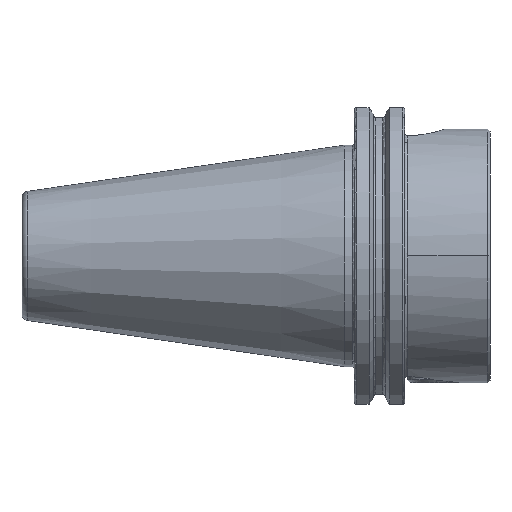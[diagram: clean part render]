
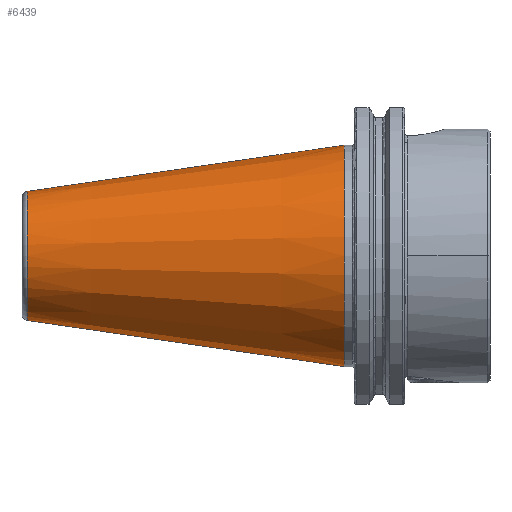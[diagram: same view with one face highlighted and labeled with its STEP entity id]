
A CAD part, front view. The second image highlights one B-rep face of the part: STEP entity #6439.
In plain terms, the highlighted conical face has half-angle 8.297 degrees and reference radius 34.925 mm.
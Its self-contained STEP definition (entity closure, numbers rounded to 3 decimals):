
#213 = DIRECTION ( 'NONE',  ( 0.99, 0., -0.144 ) ) ;
#249 = CARTESIAN_POINT ( 'NONE',  ( 0., 0., -34.925 ) ) ;
#330 = ORIENTED_EDGE ( 'NONE', *, *, #5453, .T. ) ;
#364 = AXIS2_PLACEMENT_3D ( 'NONE', #2630, #4499, #1813 ) ;
#496 = ORIENTED_EDGE ( 'NONE', *, *, #5224, .F. ) ;
#844 = CONICAL_SURFACE ( 'NONE', #3563, 34.925, 0.145 ) ;
#911 = CARTESIAN_POINT ( 'NONE',  ( 0., 0., 34.925 ) ) ;
#1143 = DIRECTION ( 'NONE',  ( 1., 0., 0. ) ) ;
#1396 = LINE ( 'NONE', #249, #5209 ) ;
#1668 = VERTEX_POINT ( 'NONE', #6423 ) ;
#1813 = DIRECTION ( 'NONE',  ( 0., 0., 1. ) ) ;
#1865 = DIRECTION ( 'NONE',  ( -1., 0., 0. ) ) ;
#2423 = EDGE_LOOP ( 'NONE', ( #496, #7581, #7924, #330 ) ) ;
#2605 = AXIS2_PLACEMENT_3D ( 'NONE', #7556, #1865, #3836 ) ;
#2610 = VECTOR ( 'NONE', #3258, 1000. ) ;
#2630 = CARTESIAN_POINT ( 'NONE',  ( -99.889, 0., 0. ) ) ;
#3066 = CARTESIAN_POINT ( 'NONE',  ( 0., 0., 0. ) ) ;
#3101 = EDGE_CURVE ( 'NONE', #3691, #1668, #1396, .T. ) ;
#3257 = CARTESIAN_POINT ( 'NONE',  ( -99.889, 0., -20.358 ) ) ;
#3258 = DIRECTION ( 'NONE',  ( 0.99, 0., 0.144 ) ) ;
#3292 = CIRCLE ( 'NONE', #2605, 34.925 ) ;
#3563 = AXIS2_PLACEMENT_3D ( 'NONE', #3066, #1143, #5651 ) ;
#3691 = VERTEX_POINT ( 'NONE', #3257 ) ;
#3836 = DIRECTION ( 'NONE',  ( 0., 0., 1. ) ) ;
#3894 = CARTESIAN_POINT ( 'NONE',  ( 0., 0., 34.925 ) ) ;
#4499 = DIRECTION ( 'NONE',  ( -1., 0., 0. ) ) ;
#4564 = EDGE_CURVE ( 'NONE', #3691, #6354, #7686, .T. ) ;
#4569 = CARTESIAN_POINT ( 'NONE',  ( -99.889, 0., 20.358 ) ) ;
#5094 = FACE_OUTER_BOUND ( 'NONE', #2423, .T. ) ;
#5209 = VECTOR ( 'NONE', #213, 1000. ) ;
#5224 = EDGE_CURVE ( 'NONE', #6354, #6762, #7739, .T. ) ;
#5453 = EDGE_CURVE ( 'NONE', #1668, #6762, #3292, .T. ) ;
#5651 = DIRECTION ( 'NONE',  ( 0., 0., -1. ) ) ;
#6354 = VERTEX_POINT ( 'NONE', #4569 ) ;
#6423 = CARTESIAN_POINT ( 'NONE',  ( 0., 0., -34.925 ) ) ;
#6439 = ADVANCED_FACE ( 'NONE', ( #5094 ), #844, .T. ) ;
#6762 = VERTEX_POINT ( 'NONE', #911 ) ;
#7556 = CARTESIAN_POINT ( 'NONE',  ( 0., 0., 0. ) ) ;
#7581 = ORIENTED_EDGE ( 'NONE', *, *, #4564, .F. ) ;
#7686 = CIRCLE ( 'NONE', #364, 20.358 ) ;
#7739 = LINE ( 'NONE', #3894, #2610 ) ;
#7924 = ORIENTED_EDGE ( 'NONE', *, *, #3101, .T. ) ;
